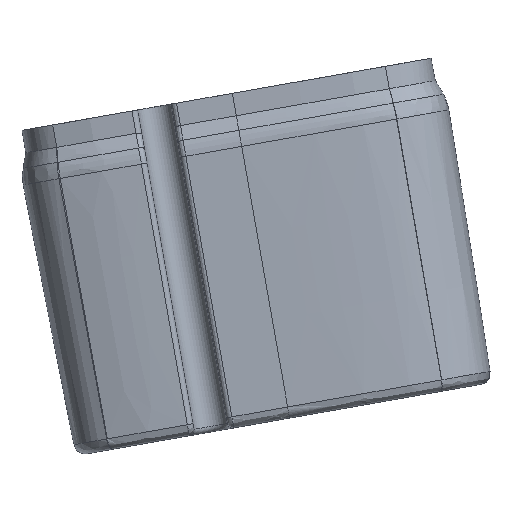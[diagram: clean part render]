
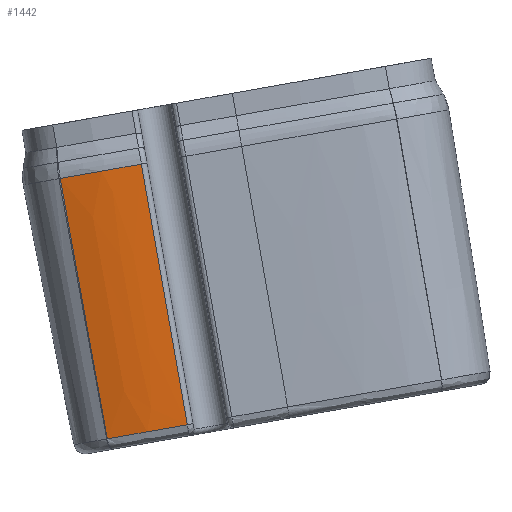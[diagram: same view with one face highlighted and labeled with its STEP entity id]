
A CAD part, front view. The second image highlights one B-rep face of the part: STEP entity #1442.
In plain terms, the highlighted free-form (B-spline) face has degree [3, 3] with [13, 4] control points.
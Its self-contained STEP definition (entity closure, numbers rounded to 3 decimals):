
#70=B_SPLINE_SURFACE_WITH_KNOTS('',3,3,((#7724,#7725,#7726,#7727),(#7728,
#7729,#7730,#7731),(#7732,#7733,#7734,#7735),(#7736,#7737,#7738,#7739),
(#7740,#7741,#7742,#7743),(#7744,#7745,#7746,#7747),(#7748,#7749,#7750,
#7751),(#7752,#7753,#7754,#7755),(#7756,#7757,#7758,#7759),(#7760,#7761,
#7762,#7763),(#7764,#7765,#7766,#7767),(#7768,#7769,#7770,#7771),(#7772,
#7773,#7774,#7775)),.UNSPECIFIED.,.F.,.F.,.F.,(4,3,1,3,2,4),(4,4),(-1.078,
-1.056,-0.836,-0.67,-0.266,
-0.043),(0.074,2.402),
 .UNSPECIFIED.);
#151=FACE_OUTER_BOUND('',#253,.T.);
#253=EDGE_LOOP('',(#1167,#1168,#1169,#1170));
#426=B_SPLINE_CURVE_WITH_KNOTS('',3,(#7254,#7255,#7256,#7257),
 .UNSPECIFIED.,.F.,.F.,(4,4),(0.,2.328),.UNSPECIFIED.);
#446=B_SPLINE_CURVE_WITH_KNOTS('',3,(#7699,#7700,#7701,#7702,#7703,#7704,
#7705,#7706,#7707,#7708,#7709,#7710),.UNSPECIFIED.,.F.,.F.,(4,2,2,1,1,1,
1,4),(-0.701,-0.683,-0.391,-0.234,
-0.176,-0.156,-0.078,0.),
 .UNSPECIFIED.);
#448=B_SPLINE_CURVE_WITH_KNOTS('',3,(#7777,#7778,#7779,#7780,#7781,#7782,
#7783,#7784,#7785,#7786,#7787,#7788,#7789,#7790,#7791,#7792),
 .UNSPECIFIED.,.F.,.F.,(4,1,1,1,1,1,1,1,1,2,2,4),(-1.531,-1.43,
-1.379,-1.373,-1.367,-1.354,
-1.341,-1.329,-1.278,-1.177,
-0.902,-0.883),.UNSPECIFIED.);
#449=B_SPLINE_CURVE_WITH_KNOTS('',3,(#7793,#7794,#7795,#7796),
 .UNSPECIFIED.,.F.,.F.,(4,4),(0.074,2.402),
 .UNSPECIFIED.);
#638=VERTEX_POINT('',#7216);
#640=VERTEX_POINT('',#7247);
#658=VERTEX_POINT('',#7698);
#659=VERTEX_POINT('',#7776);
#805=EDGE_CURVE('',#638,#640,#426,.T.);
#837=EDGE_CURVE('',#640,#658,#446,.T.);
#839=EDGE_CURVE('',#659,#638,#448,.T.);
#840=EDGE_CURVE('',#659,#658,#449,.T.);
#1167=ORIENTED_EDGE('',*,*,#805,.F.);
#1168=ORIENTED_EDGE('',*,*,#839,.F.);
#1169=ORIENTED_EDGE('',*,*,#840,.T.);
#1170=ORIENTED_EDGE('',*,*,#837,.F.);
#1442=ADVANCED_FACE('',(#151),#70,.T.);
#7216=CARTESIAN_POINT('',(29.843,23.911,26.178));
#7247=CARTESIAN_POINT('',(33.884,24.318,3.255));
#7254=CARTESIAN_POINT('Ctrl Pts',(29.843,23.911,26.178));
#7255=CARTESIAN_POINT('Ctrl Pts',(31.19,24.047,18.537));
#7256=CARTESIAN_POINT('Ctrl Pts',(32.537,24.182,10.896));
#7257=CARTESIAN_POINT('Ctrl Pts',(33.884,24.318,3.255));
#7698=CARTESIAN_POINT('',(26.841,25.279,2.013));
#7699=CARTESIAN_POINT('Ctrl Pts',(33.884,24.318,3.255));
#7700=CARTESIAN_POINT('Ctrl Pts',(33.824,24.32,3.245));
#7701=CARTESIAN_POINT('Ctrl Pts',(33.763,24.322,3.234));
#7702=CARTESIAN_POINT('Ctrl Pts',(32.733,24.357,3.052));
#7703=CARTESIAN_POINT('Ctrl Pts',(31.755,24.408,2.88));
#7704=CARTESIAN_POINT('Ctrl Pts',(30.229,24.564,2.611));
#7705=CARTESIAN_POINT('Ctrl Pts',(29.512,24.653,2.484));
#7706=CARTESIAN_POINT('Ctrl Pts',(28.671,24.827,2.336));
#7707=CARTESIAN_POINT('Ctrl Pts',(28.155,24.954,2.245));
#7708=CARTESIAN_POINT('Ctrl Pts',(27.597,25.09,2.147));
#7709=CARTESIAN_POINT('Ctrl Pts',(27.091,25.216,2.058));
#7710=CARTESIAN_POINT('Ctrl Pts',(26.841,25.279,2.013));
#7724=CARTESIAN_POINT('Ctrl Pts',(29.843,23.911,26.178));
#7725=CARTESIAN_POINT('Ctrl Pts',(31.194,24.046,18.538));
#7726=CARTESIAN_POINT('Ctrl Pts',(32.546,24.182,10.898));
#7727=CARTESIAN_POINT('Ctrl Pts',(33.897,24.317,3.258));
#7728=CARTESIAN_POINT('Ctrl Pts',(29.777,23.913,26.166));
#7729=CARTESIAN_POINT('Ctrl Pts',(31.129,24.049,18.526));
#7730=CARTESIAN_POINT('Ctrl Pts',(32.48,24.184,10.886));
#7731=CARTESIAN_POINT('Ctrl Pts',(33.832,24.319,3.246));
#7732=CARTESIAN_POINT('Ctrl Pts',(29.712,23.915,26.155));
#7733=CARTESIAN_POINT('Ctrl Pts',(31.064,24.051,18.515));
#7734=CARTESIAN_POINT('Ctrl Pts',(32.416,24.186,10.875));
#7735=CARTESIAN_POINT('Ctrl Pts',(33.767,24.321,3.235));
#7736=CARTESIAN_POINT('Ctrl Pts',(29.647,23.918,26.144));
#7737=CARTESIAN_POINT('Ctrl Pts',(30.999,24.053,18.504));
#7738=CARTESIAN_POINT('Ctrl Pts',(32.351,24.188,10.863));
#7739=CARTESIAN_POINT('Ctrl Pts',(33.703,24.324,3.223));
#7740=CARTESIAN_POINT('Ctrl Pts',(28.996,23.94,26.029));
#7741=CARTESIAN_POINT('Ctrl Pts',(30.348,24.075,18.389));
#7742=CARTESIAN_POINT('Ctrl Pts',(31.701,24.211,10.749));
#7743=CARTESIAN_POINT('Ctrl Pts',(33.054,24.346,3.109));
#7744=CARTESIAN_POINT('Ctrl Pts',(27.895,23.994,25.835));
#7745=CARTESIAN_POINT('Ctrl Pts',(29.251,24.13,18.195));
#7746=CARTESIAN_POINT('Ctrl Pts',(30.606,24.265,10.556));
#7747=CARTESIAN_POINT('Ctrl Pts',(31.962,24.4,2.916));
#7748=CARTESIAN_POINT('Ctrl Pts',(27.016,24.07,25.68));
#7749=CARTESIAN_POINT('Ctrl Pts',(28.375,24.205,18.041));
#7750=CARTESIAN_POINT('Ctrl Pts',(29.734,24.34,10.402));
#7751=CARTESIAN_POINT('Ctrl Pts',(31.093,24.475,2.763));
#7752=CARTESIAN_POINT('Ctrl Pts',(26.68,24.105,25.62));
#7753=CARTESIAN_POINT('Ctrl Pts',(28.041,24.239,17.982));
#7754=CARTESIAN_POINT('Ctrl Pts',(29.401,24.374,10.343));
#7755=CARTESIAN_POINT('Ctrl Pts',(30.762,24.509,2.705));
#7756=CARTESIAN_POINT('Ctrl Pts',(25.858,24.189,25.475));
#7757=CARTESIAN_POINT('Ctrl Pts',(27.222,24.323,17.837));
#7758=CARTESIAN_POINT('Ctrl Pts',(28.588,24.457,10.2));
#7759=CARTESIAN_POINT('Ctrl Pts',(29.951,24.592,2.562));
#7760=CARTESIAN_POINT('Ctrl Pts',(25.211,24.274,25.361));
#7761=CARTESIAN_POINT('Ctrl Pts',(26.581,24.408,17.724));
#7762=CARTESIAN_POINT('Ctrl Pts',(27.951,24.541,10.088));
#7763=CARTESIAN_POINT('Ctrl Pts',(29.321,24.675,2.451));
#7764=CARTESIAN_POINT('Ctrl Pts',(23.87,24.593,25.125));
#7765=CARTESIAN_POINT('Ctrl Pts',(25.251,24.724,17.49));
#7766=CARTESIAN_POINT('Ctrl Pts',(26.632,24.855,9.855));
#7767=CARTESIAN_POINT('Ctrl Pts',(28.013,24.986,2.22));
#7768=CARTESIAN_POINT('Ctrl Pts',(23.36,24.719,25.035));
#7769=CARTESIAN_POINT('Ctrl Pts',(24.737,24.851,17.399));
#7770=CARTESIAN_POINT('Ctrl Pts',(26.12,24.982,9.765));
#7771=CARTESIAN_POINT('Ctrl Pts',(27.497,25.114,2.129));
#7772=CARTESIAN_POINT('Ctrl Pts',(22.703,24.885,24.919));
#7773=CARTESIAN_POINT('Ctrl Pts',(24.082,25.016,17.284));
#7774=CARTESIAN_POINT('Ctrl Pts',(25.461,25.148,9.649));
#7775=CARTESIAN_POINT('Ctrl Pts',(26.841,25.279,2.013));
#7776=CARTESIAN_POINT('',(22.703,24.885,24.919));
#7777=CARTESIAN_POINT('Ctrl Pts',(22.703,24.885,24.919));
#7778=CARTESIAN_POINT('Ctrl Pts',(23.033,24.802,24.977));
#7779=CARTESIAN_POINT('Ctrl Pts',(23.528,24.679,25.065));
#7780=CARTESIAN_POINT('Ctrl Pts',(24.039,24.554,25.155));
#7781=CARTESIAN_POINT('Ctrl Pts',(24.251,24.502,25.192));
#7782=CARTESIAN_POINT('Ctrl Pts',(24.324,24.485,25.205));
#7783=CARTESIAN_POINT('Ctrl Pts',(24.488,24.445,25.234));
#7784=CARTESIAN_POINT('Ctrl Pts',(24.662,24.407,25.264));
#7785=CARTESIAN_POINT('Ctrl Pts',(25.008,24.336,25.325));
#7786=CARTESIAN_POINT('Ctrl Pts',(25.707,24.215,25.449));
#7787=CARTESIAN_POINT('Ctrl Pts',(26.296,24.144,25.553));
#7788=CARTESIAN_POINT('Ctrl Pts',(27.724,23.998,25.804));
#7789=CARTESIAN_POINT('Ctrl Pts',(28.695,23.95,25.976));
#7790=CARTESIAN_POINT('Ctrl Pts',(29.713,23.915,26.155));
#7791=CARTESIAN_POINT('Ctrl Pts',(29.778,23.913,26.167));
#7792=CARTESIAN_POINT('Ctrl Pts',(29.843,23.911,26.178));
#7793=CARTESIAN_POINT('Ctrl Pts',(22.703,24.885,24.919));
#7794=CARTESIAN_POINT('Ctrl Pts',(24.082,25.016,17.284));
#7795=CARTESIAN_POINT('Ctrl Pts',(25.461,25.148,9.649));
#7796=CARTESIAN_POINT('Ctrl Pts',(26.841,25.279,2.013));
